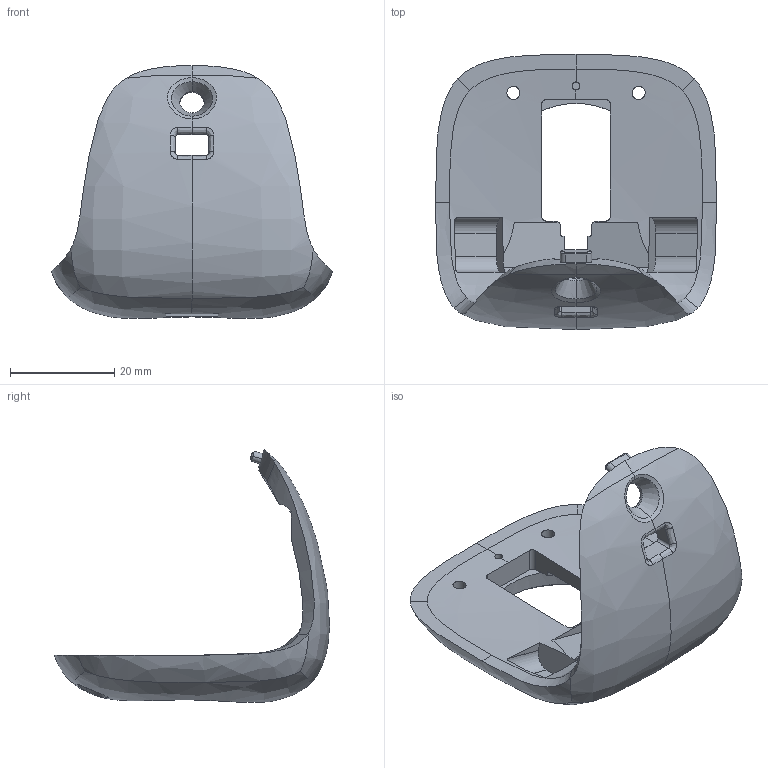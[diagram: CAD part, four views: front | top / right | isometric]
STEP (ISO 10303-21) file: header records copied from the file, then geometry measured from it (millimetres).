
FILE_DESCRIPTION(/* description */ (''),/* implementation_level */ '2;1');
FILE_NAME(/* name */ '身体前壳.step',/* time_stamp */ '2022-03-30T22:45:06+08:00',/* author */ (''),/* organization */ (''),/* preprocessor_version */ 'ST-DEVELOPER v18.1',/* originating_system */ 'Autodesk Translation Framework v10.14.0.1471',/* authorisation */ '');
FILE_SCHEMA (('AUTOMOTIVE_DESIGN { 1 0 10303 214 3 1 1 }'));
Length unit declared in the file: millimetre
Products named in the file (1): 身体前壳
Bounding box: 53.9 x 52.73 x 48.47 mm (x, y, z)
Volume: 16545 mm3; surface area: 9685.8 mm2
Topology: 1 solids, 1 shells, 166 faces, 467 edges, 300 vertices
Faces by surface type: plane 68, bspline 48, cylinder 40, cone 6, torus 4
Full cylindrical faces by diameter (mm): 1.5 x4, 2.5 x2, 5 x2, 32 x1
Entity records: 31389 total; most frequent: CARTESIAN_POINT 27504, ORIENTED_EDGE 934, DIRECTION 602, EDGE_CURVE 467, VERTEX_POINT 300, AXIS2_PLACEMENT_3D 213, B_SPLINE_CURVE_WITH_KNOTS 197, LINE 176
